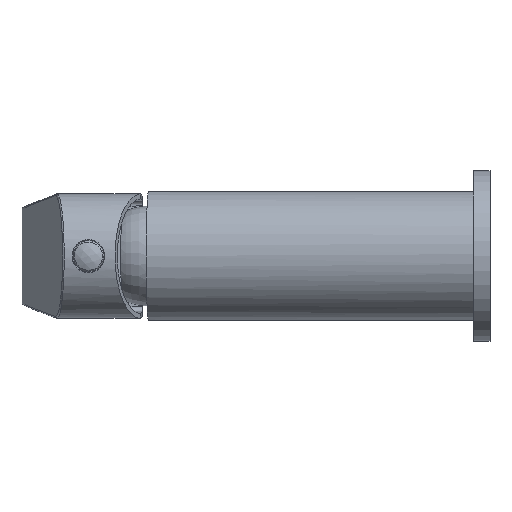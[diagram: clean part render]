
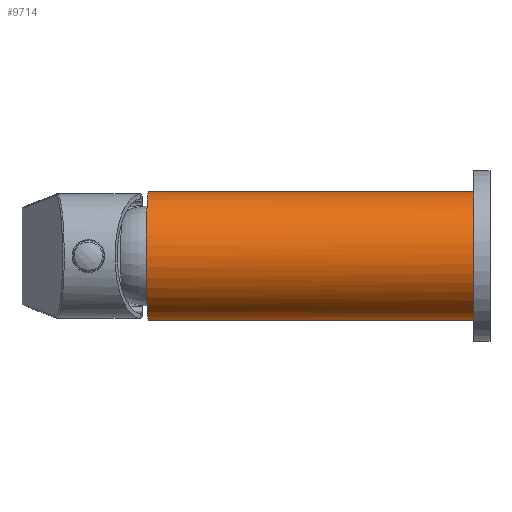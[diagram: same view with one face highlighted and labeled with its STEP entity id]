
A CAD part, left-side view. The second image highlights one B-rep face of the part: STEP entity #9714.
In plain terms, the highlighted cylindrical face has radius 19.7 mm (diameter 39.4 mm), a partial arc.
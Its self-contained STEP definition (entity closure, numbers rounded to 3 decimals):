
#699 = VERTEX_POINT ( 'NONE', #2145 ) ;
#944 = CARTESIAN_POINT ( 'NONE',  ( 3.988, -0.663, 0. ) ) ;
#1175 = CARTESIAN_POINT ( 'NONE',  ( 3.988, -0.663, 19.7 ) ) ;
#2145 = CARTESIAN_POINT ( 'NONE',  ( 4.032, 0.585, -19.7 ) ) ;
#3055 = LINE ( 'NONE', #17109, #23469 ) ;
#3087 =( BOUNDED_CURVE ( )  B_SPLINE_CURVE ( 3, ( #24897, #3387, #13121, #21169 ),
 .UNSPECIFIED., .F., .T. ) 
 B_SPLINE_CURVE_WITH_KNOTS ( ( 4, 4 ),
 ( 1.571, 4.712 ),
 .UNSPECIFIED. ) 
 CURVE ( )  GEOMETRIC_REPRESENTATION_ITEM ( )  RATIONAL_B_SPLINE_CURVE ( ( 1., 0.333, 0.333, 1. ) ) 
 REPRESENTATION_ITEM ( '' )  );
#3387 = CARTESIAN_POINT ( 'NONE',  ( -35.392, 0.585, -19.7 ) ) ;
#5079 = CARTESIAN_POINT ( 'NONE',  ( 7.498, 99.837, 19.7 ) ) ;
#5851 = EDGE_LOOP ( 'NONE', ( #13615, #22619, #8334, #7167 ) ) ;
#7167 = ORIENTED_EDGE ( 'NONE', *, *, #14725, .T. ) ;
#7605 = CARTESIAN_POINT ( 'NONE',  ( 7.498, 99.837, 0. ) ) ;
#8334 = ORIENTED_EDGE ( 'NONE', *, *, #16160, .T. ) ;
#8636 = DIRECTION ( 'NONE',  ( 0.035, 0.999, 0. ) ) ;
#9714 = ADVANCED_FACE ( 'NONE', ( #15074 ), #13820, .T. ) ;
#10094 = CARTESIAN_POINT ( 'NONE',  ( 4.032, 0.585, 19.7 ) ) ;
#10395 = LINE ( 'NONE', #1175, #14736 ) ;
#10448 = DIRECTION ( 'NONE',  ( -0.999, 0.035, 0. ) ) ;
#10674 = VERTEX_POINT ( 'NONE', #12822 ) ;
#11578 = DIRECTION ( 'NONE',  ( -0.999, 0.035, 0. ) ) ;
#12822 = CARTESIAN_POINT ( 'NONE',  ( 7.498, 99.837, -19.7 ) ) ;
#13121 = CARTESIAN_POINT ( 'NONE',  ( -35.392, 0.585, 19.7 ) ) ;
#13615 = ORIENTED_EDGE ( 'NONE', *, *, #23801, .T. ) ;
#13820 = CYLINDRICAL_SURFACE ( 'NONE', #15949, 19.7 ) ;
#14681 = CIRCLE ( 'NONE', #24981, 19.7 ) ;
#14725 = EDGE_CURVE ( 'NONE', #17305, #10674, #14681, .T. ) ;
#14736 = VECTOR ( 'NONE', #18863, 1000. ) ;
#15074 = FACE_OUTER_BOUND ( 'NONE', #5851, .T. ) ;
#15724 = VERTEX_POINT ( 'NONE', #10094 ) ;
#15949 = AXIS2_PLACEMENT_3D ( 'NONE', #944, #8636, #10448 ) ;
#16160 = EDGE_CURVE ( 'NONE', #15724, #17305, #10395, .T. ) ;
#17109 = CARTESIAN_POINT ( 'NONE',  ( 3.988, -0.663, -19.7 ) ) ;
#17305 = VERTEX_POINT ( 'NONE', #5079 ) ;
#18863 = DIRECTION ( 'NONE',  ( 0.035, 0.999, 0. ) ) ;
#19508 = DIRECTION ( 'NONE',  ( -0.035, -0.999, 0. ) ) ;
#21169 = CARTESIAN_POINT ( 'NONE',  ( 4.032, 0.585, 19.7 ) ) ;
#22619 = ORIENTED_EDGE ( 'NONE', *, *, #24054, .T. ) ;
#23469 = VECTOR ( 'NONE', #24837, 1000. ) ;
#23801 = EDGE_CURVE ( 'NONE', #10674, #699, #3055, .T. ) ;
#24054 = EDGE_CURVE ( 'NONE', #699, #15724, #3087, .T. ) ;
#24837 = DIRECTION ( 'NONE',  ( -0.035, -0.999, 0. ) ) ;
#24897 = CARTESIAN_POINT ( 'NONE',  ( 4.032, 0.585, -19.7 ) ) ;
#24981 = AXIS2_PLACEMENT_3D ( 'NONE', #7605, #19508, #11578 ) ;
